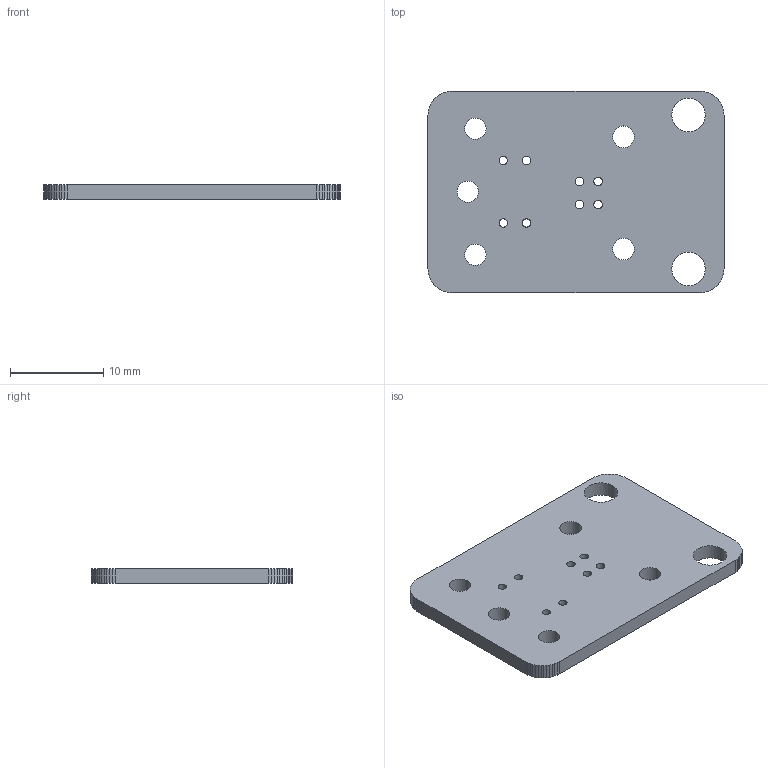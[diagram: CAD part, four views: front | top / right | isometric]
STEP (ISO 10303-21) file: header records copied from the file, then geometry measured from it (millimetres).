
FILE_DESCRIPTION(('KiCad electronic assembly'),'2;1');
FILE_NAME('ADB-USB-adapter.step','2023-11-16T13:31:13',('Pcbnew'),( 'Kicad'),'Open CASCADE STEP processor 7.6','KiCad to STEP converter' ,'Unknown');
FILE_SCHEMA(('AUTOMOTIVE_DESIGN { 1 0 10303 214 1 1 1 1 }'));
Length unit declared in the file: millimetre
Products named in the file (2): ADB-USB-adapter 1; ADB-USB-adapter PCB
Assembly tree (1 placements, depth 2):
  ADB-USB-adapter 1
    ADB-USB-adapter PCB
Bounding box: 31.75 x 21.59 x 1.6 mm (x, y, z)
Volume: 1013.8 mm3; surface area: 1561.3 mm2
Topology: 1 solids, 1 shells, 73 faces, 213 edges, 142 vertices
Faces by surface type: plane 58, cylinder 15
Full cylindrical faces by diameter (mm): 0.89 x4, 0.92 x4, 2.29 x3, 2.33 x2, 3.592 x2
Entity records: 5363 total; most frequent: CARTESIAN_POINT 1036, DIRECTION 789, LINE 579, VECTOR 579, ORIENTED_EDGE 426, PCURVE 426, DEFINITIONAL_REPRESENTATION 426, EDGE_CURVE 213
